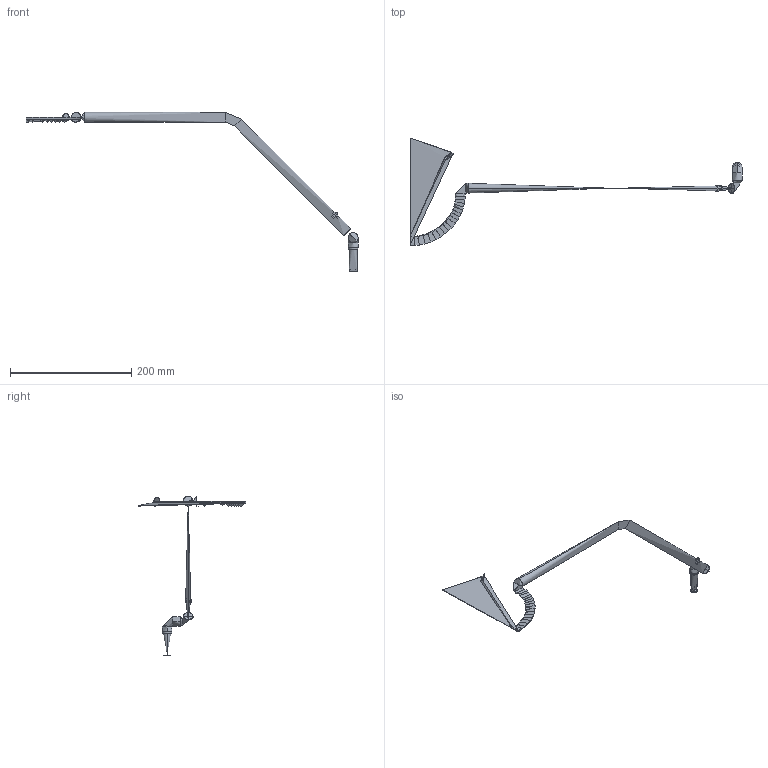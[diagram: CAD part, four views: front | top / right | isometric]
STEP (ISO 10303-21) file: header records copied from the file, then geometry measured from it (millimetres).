
FILE_DESCRIPTION(/* description */ (''),/* implementation_level */ '2;1');
FILE_NAME(/* name */ 'Vine Table Fix',/* time_stamp */ '2022-10-11T14:49:01+02:00',/* author */ (''),/* organization */ (''),/* preprocessor_version */ 'ST-DEVELOPER v16.5',/* originating_system */ 'Rhino 7.22',/* authorisation */ '');
FILE_SCHEMA (('AUTOMOTIVE_DESIGN'));
Length unit declared in the file: millimetre
Products named in the file (1): Document
Bounding box: 548.07 x 178 x 262.85 mm (x, y, z)
Volume: 203851.1 mm3; surface area: 74233.7 mm2
Topology: 9 solids, 12 shells, 261 faces, 608 edges, 390 vertices
Faces by surface type: bspline 166, plane 51, cylinder 44
Entity records: 14084 total; most frequent: CARTESIAN_POINT 10283, ORIENTED_EDGE 1160, EDGE_CURVE 586, VERTEX_POINT 354, B_SPLINE_CURVE_WITH_KNOTS 317, EDGE_LOOP 272, ADVANCED_FACE 261, FACE_OUTER_BOUND 261
